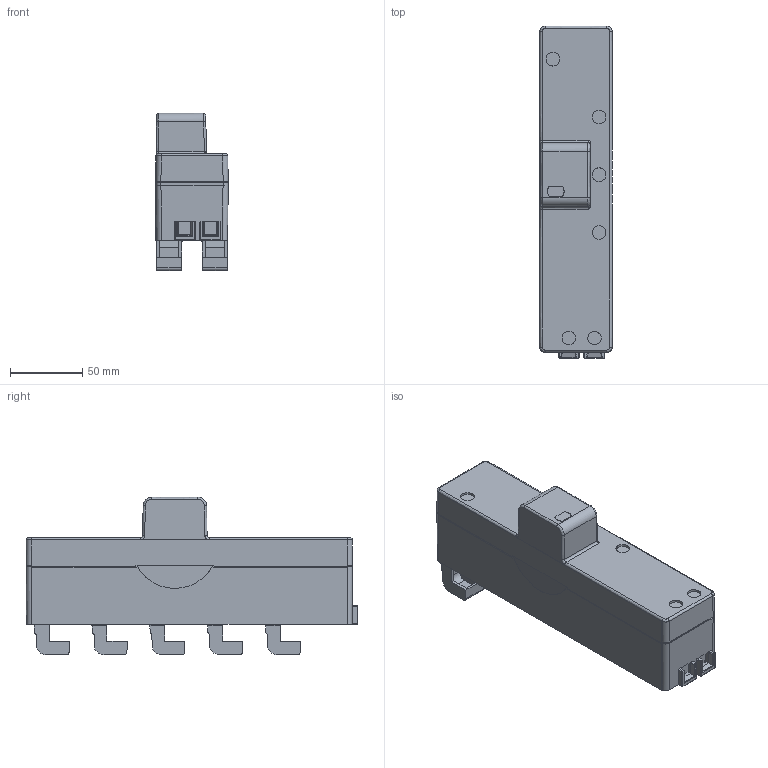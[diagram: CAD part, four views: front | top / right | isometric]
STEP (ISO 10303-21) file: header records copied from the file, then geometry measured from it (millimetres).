
FILE_DESCRIPTION(('Creo Elements/Direct Modeling STEP Export'),'2;1');
FILE_NAME('5096950.stp','2022-09-09T11:01:46',(''),(''),'Creo Elements/Direct Modeling STEP processor for AP214 (Solid Model)','Creo Elements/Direct Modeling 18.0B 02-Dec-2011 (C) Parametric Technology GmbH','');
FILE_SCHEMA(('AUTOMOTIVE_DESIGN { 1 0 10303 214 1 1 1 1 }'));
Length unit declared in the file: millimetre
Products named in the file (2): Deckel_ohne_FS_1; Lightning_Controller_Rail.1
Assembly tree (1 placements, depth 2):
  Lightning_Controller_Rail.1
    Deckel_ohne_FS_1
Bounding box: 50.28 x 229.76 x 109.1 mm (x, y, z)
Volume: 694921.1 mm3; surface area: 90329.1 mm2
Topology: 1 solids, 2 shells, 626 faces, 1679 edges, 1054 vertices
Faces by surface type: plane 267, cylinder 165, bspline 110, cone 38, extrusion 24, sphere 14, torus 8
Entity records: 34420 total; most frequent: CARTESIAN_POINT 19165, ORIENTED_EDGE 3330, DIRECTION 2280, EDGE_CURVE 1665, VERTEX_POINT 1054, VECTOR 858, LINE 834, AXIS2_PLACEMENT_3D 711
